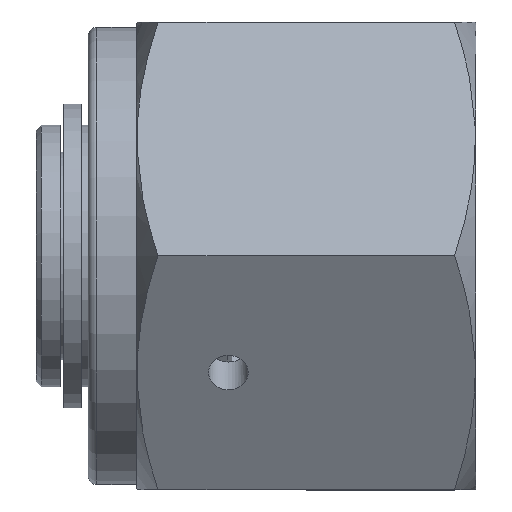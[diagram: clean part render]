
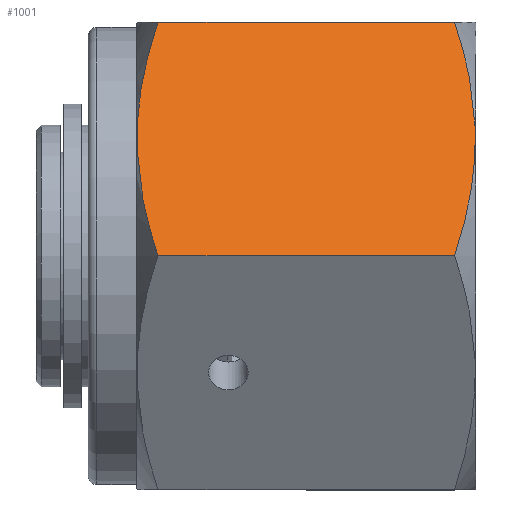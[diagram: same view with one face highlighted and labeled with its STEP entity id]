
A CAD part, top view. The second image highlights one B-rep face of the part: STEP entity #1001.
In plain terms, the highlighted face is planar.
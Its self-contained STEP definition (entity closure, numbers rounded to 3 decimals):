
#26=(
BOUNDED_CURVE()
B_SPLINE_CURVE(2,(#1837,#1838,#1839),.UNSPECIFIED.,.F.,.F.)
B_SPLINE_CURVE_WITH_KNOTS((3,3),(0.,1.577),.UNSPECIFIED.)
CURVE()
GEOMETRIC_REPRESENTATION_ITEM()
RATIONAL_B_SPLINE_CURVE((1.,1.155,1.))
REPRESENTATION_ITEM('')
);
#33=(
BOUNDED_CURVE()
B_SPLINE_CURVE(2,(#1869,#1870,#1871),.UNSPECIFIED.,.F.,.F.)
B_SPLINE_CURVE_WITH_KNOTS((3,3),(0.,1.577),.UNSPECIFIED.)
CURVE()
GEOMETRIC_REPRESENTATION_ITEM()
RATIONAL_B_SPLINE_CURVE((1.,1.155,1.))
REPRESENTATION_ITEM('')
);
#116=LINE('',#1876,#169);
#117=LINE('',#1877,#170);
#169=VECTOR('',#1472,10.);
#170=VECTOR('',#1473,10.);
#250=FACE_OUTER_BOUND('',#323,.T.);
#323=EDGE_LOOP('',(#824,#825,#826,#827));
#478=VERTEX_POINT('',#1832);
#479=VERTEX_POINT('',#1836);
#486=VERTEX_POINT('',#1864);
#487=VERTEX_POINT('',#1868);
#597=EDGE_CURVE('',#479,#478,#26,.T.);
#606=EDGE_CURVE('',#487,#486,#33,.T.);
#608=EDGE_CURVE('',#487,#478,#116,.T.);
#609=EDGE_CURVE('',#486,#479,#117,.T.);
#824=ORIENTED_EDGE('',*,*,#597,.T.);
#825=ORIENTED_EDGE('',*,*,#608,.F.);
#826=ORIENTED_EDGE('',*,*,#606,.T.);
#827=ORIENTED_EDGE('',*,*,#609,.T.);
#946=PLANE('',#1206);
#1001=ADVANCED_FACE('',(#250),#946,.T.);
#1206=AXIS2_PLACEMENT_3D('',#1875,#1470,#1471);
#1470=DIRECTION('center_axis',(-0.5,0.866,0.));
#1471=DIRECTION('ref_axis',(-0.866,-0.5,0.));
#1472=DIRECTION('',(0.,0.,1.));
#1473=DIRECTION('',(0.,0.,1.));
#1832=CARTESIAN_POINT('',(0.,15.588,21.166));
#1836=CARTESIAN_POINT('',(-13.5,7.794,21.166));
#1837=CARTESIAN_POINT('Ctrl Pts',(-13.5,7.794,21.166));
#1838=CARTESIAN_POINT('Ctrl Pts',(-6.75,11.691,23.416));
#1839=CARTESIAN_POINT('Ctrl Pts',(0.,15.588,
21.166));
#1864=CARTESIAN_POINT('',(-13.5,7.794,4.034));
#1868=CARTESIAN_POINT('',(0.,15.588,4.034));
#1869=CARTESIAN_POINT('Ctrl Pts',(0.,15.588,
4.034));
#1870=CARTESIAN_POINT('Ctrl Pts',(-6.75,11.691,1.784));
#1871=CARTESIAN_POINT('Ctrl Pts',(-13.5,7.794,4.034));
#1875=CARTESIAN_POINT('Origin',(0.,15.588,
2.8));
#1876=CARTESIAN_POINT('',(0.,15.588,2.8));
#1877=CARTESIAN_POINT('',(-13.5,7.794,2.8));
